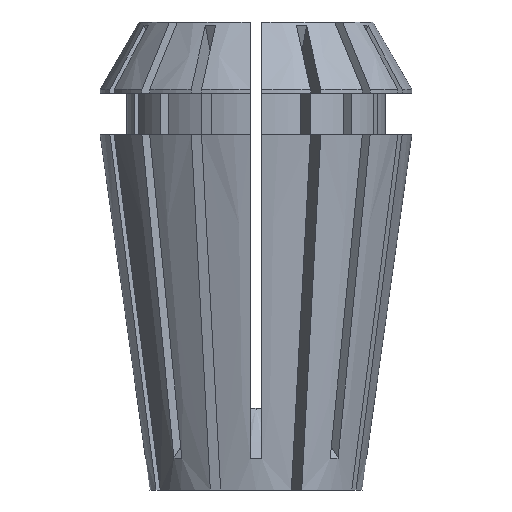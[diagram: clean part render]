
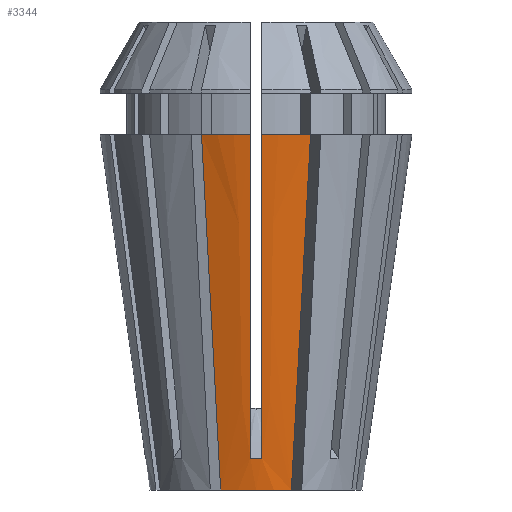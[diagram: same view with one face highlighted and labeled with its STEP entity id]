
A CAD part, left-side view. The second image highlights one B-rep face of the part: STEP entity #3344.
In plain terms, the highlighted conical face has half-angle 8 degrees and reference radius 7.141 mm.
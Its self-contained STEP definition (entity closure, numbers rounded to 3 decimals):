
#175 = CARTESIAN_POINT ( 'NONE',  ( 0., 0., 0. ) ) ;
#253 = CARTESIAN_POINT ( 'NONE',  ( -6.977, 2.484, 1.882 ) ) ;
#267 = EDGE_CURVE ( 'NONE', #922, #314, #1197, .T. ) ;
#301 = CARTESIAN_POINT ( 'NONE',  ( -8.257, 3.014, 11.73 ) ) ;
#314 = VERTEX_POINT ( 'NONE', #1514 ) ;
#349 = DIRECTION ( 'NONE',  ( -1., 0., 0. ) ) ;
#385 = CARTESIAN_POINT ( 'NONE',  ( -10.494, 0.375, 23.9 ) ) ;
#448 = DIRECTION ( 'NONE',  ( 0., 0., -1. ) ) ;
#450 = EDGE_CURVE ( 'NONE', #2566, #3856, #2044, .T. ) ;
#457 = CARTESIAN_POINT ( 'NONE',  ( -10.494, 0.375, 23.9 ) ) ;
#460 = ORIENTED_EDGE ( 'NONE', *, *, #267, .F. ) ;
#476 = ORIENTED_EDGE ( 'NONE', *, *, #3641, .F. ) ;
#505 = EDGE_LOOP ( 'NONE', ( #1069, #2717, #1008, #476, #4050, #3975, #460, #1007 ) ) ;
#522 = CARTESIAN_POINT ( 'NONE',  ( -8.797, 0.375, 11.839 ) ) ;
#575 = CARTESIAN_POINT ( 'NONE',  ( 0., 0., 0. ) ) ;
#612 = VERTEX_POINT ( 'NONE', #457 ) ;
#634 = CIRCLE ( 'NONE', #2929, 10.5 ) ;
#663 = DIRECTION ( 'NONE',  ( 1., 0., 0. ) ) ;
#756 = CARTESIAN_POINT ( 'NONE',  ( -10.494, -0.375, 23.9 ) ) ;
#818 = CARTESIAN_POINT ( 'NONE',  ( -8.797, -0.375, 11.839 ) ) ;
#838 = CARTESIAN_POINT ( 'NONE',  ( -7.52, -0.375, 2.76 ) ) ;
#922 = VERTEX_POINT ( 'NONE', #5218 ) ;
#963 = CONICAL_SURFACE ( 'NONE', #4522, 7.141, 0.14 ) ;
#973 = CARTESIAN_POINT ( 'NONE',  ( -7.563, 0.375, 3.063 ) ) ;
#1007 = ORIENTED_EDGE ( 'NONE', *, *, #1884, .F. ) ;
#1008 = ORIENTED_EDGE ( 'NONE', *, *, #2539, .F. ) ;
#1068 = CARTESIAN_POINT ( 'NONE',  ( -7.466, 2.687, 5.645 ) ) ;
#1069 = ORIENTED_EDGE ( 'NONE', *, *, #4154, .T. ) ;
#1098 = CARTESIAN_POINT ( 'NONE',  ( -7.434, 0.375, 2.152 ) ) ;
#1197 = B_SPLINE_CURVE_WITH_KNOTS ( 'NONE', 3,
 ( #3043, #3863, #3884, #4319 ),
 .UNSPECIFIED., .F., .F.,
 ( 4, 4 ),
 ( 0., 0.001 ),
 .UNSPECIFIED. ) ;
#1348 = VERTEX_POINT ( 'NONE', #2140 ) ;
#1365 = CARTESIAN_POINT ( 'NONE',  ( -9.048, -3.342, 17.815 ) ) ;
#1514 = CARTESIAN_POINT ( 'NONE',  ( -7.434, -0.375, 2.152 ) ) ;
#1545 = CARTESIAN_POINT ( 'NONE',  ( -10.494, -0.375, 23.9 ) ) ;
#1568 = EDGE_CURVE ( 'NONE', #4739, #1348, #2714, .T. ) ;
#1709 = CARTESIAN_POINT ( 'NONE',  ( -9.838, 3.669, 23.9 ) ) ;
#1760 = CARTESIAN_POINT ( 'NONE',  ( -6.977, -2.484, 1.882 ) ) ;
#1783 = CARTESIAN_POINT ( 'NONE',  ( -8.18, 0.375, 7.451 ) ) ;
#1884 = EDGE_CURVE ( 'NONE', #612, #922, #4015, .T. ) ;
#1890 = EDGE_CURVE ( 'NONE', #3856, #314, #5191, .T. ) ;
#1961 = CARTESIAN_POINT ( 'NONE',  ( -10.134, -0.375, 21.342 ) ) ;
#2008 = DIRECTION ( 'NONE',  ( 0., 0., -1. ) ) ;
#2044 = CIRCLE ( 'NONE', #2143, 10.5 ) ;
#2117 = CARTESIAN_POINT ( 'NONE',  ( 0., 0., 23.9 ) ) ;
#2122 = CARTESIAN_POINT ( 'NONE',  ( -7.477, -0.375, 2.456 ) ) ;
#2140 = CARTESIAN_POINT ( 'NONE',  ( -6.732, 2.383, 0. ) ) ;
#2143 = AXIS2_PLACEMENT_3D ( 'NONE', #5337, #2008, #349 ) ;
#2221 = CARTESIAN_POINT ( 'NONE',  ( -7.477, 0.375, 2.456 ) ) ;
#2484 = CARTESIAN_POINT ( 'NONE',  ( -9.415, -0.375, 16.227 ) ) ;
#2501 = CARTESIAN_POINT ( 'NONE',  ( -8.18, -0.375, 7.451 ) ) ;
#2539 = EDGE_CURVE ( 'NONE', #4810, #1348, #2728, .T. ) ;
#2566 = VERTEX_POINT ( 'NONE', #4703 ) ;
#2588 = CARTESIAN_POINT ( 'NONE',  ( -9.774, 0.375, 18.785 ) ) ;
#2592 = FACE_OUTER_BOUND ( 'NONE', #505, .T. ) ;
#2616 = B_SPLINE_CURVE_WITH_KNOTS ( 'NONE', 3,
 ( #4224, #1365, #3049, #3870, #3035, #1760, #2636 ),
 .UNSPECIFIED., .F., .F.,
 ( 4, 3, 4 ),
 ( 0., 0.018, 0.024 ),
 .UNSPECIFIED. ) ;
#2636 = CARTESIAN_POINT ( 'NONE',  ( -6.732, -2.383, 0. ) ) ;
#2666 = DIRECTION ( 'NONE',  ( -1., 0., 0. ) ) ;
#2714 = B_SPLINE_CURVE_WITH_KNOTS ( 'NONE', 3,
 ( #3605, #2783, #301, #1068, #5194, #253, #3977 ),
 .UNSPECIFIED., .F., .F.,
 ( 4, 3, 4 ),
 ( 0., 0.018, 0.024 ),
 .UNSPECIFIED. ) ;
#2717 = ORIENTED_EDGE ( 'NONE', *, *, #1568, .T. ) ;
#2728 = CIRCLE ( 'NONE', #2810, 7.141 ) ;
#2783 = CARTESIAN_POINT ( 'NONE',  ( -9.048, 3.342, 17.815 ) ) ;
#2810 = AXIS2_PLACEMENT_3D ( 'NONE', #575, #3458, #2666 ) ;
#2929 = AXIS2_PLACEMENT_3D ( 'NONE', #2117, #448, #3750 ) ;
#2974 = CARTESIAN_POINT ( 'NONE',  ( -9.415, 0.375, 16.227 ) ) ;
#3035 = CARTESIAN_POINT ( 'NONE',  ( -7.221, -2.585, 3.763 ) ) ;
#3043 = CARTESIAN_POINT ( 'NONE',  ( -7.434, 0.375, 2.152 ) ) ;
#3049 = CARTESIAN_POINT ( 'NONE',  ( -8.257, -3.014, 11.73 ) ) ;
#3344 = ADVANCED_FACE ( 'NONE', ( #2592 ), #963, .T. ) ;
#3458 = DIRECTION ( 'NONE',  ( 0., 0., -1. ) ) ;
#3482 = CARTESIAN_POINT ( 'NONE',  ( -6.732, -2.383, 0. ) ) ;
#3605 = CARTESIAN_POINT ( 'NONE',  ( -9.838, 3.669, 23.9 ) ) ;
#3641 = EDGE_CURVE ( 'NONE', #2566, #4810, #2616, .T. ) ;
#3738 = CARTESIAN_POINT ( 'NONE',  ( -7.434, -0.375, 2.152 ) ) ;
#3750 = DIRECTION ( 'NONE',  ( -1., 0., 0. ) ) ;
#3854 = CARTESIAN_POINT ( 'NONE',  ( -7.52, 0.375, 2.76 ) ) ;
#3856 = VERTEX_POINT ( 'NONE', #756 ) ;
#3863 = CARTESIAN_POINT ( 'NONE',  ( -7.445, 0.125, 2.141 ) ) ;
#3870 = CARTESIAN_POINT ( 'NONE',  ( -7.466, -2.687, 5.645 ) ) ;
#3884 = CARTESIAN_POINT ( 'NONE',  ( -7.445, -0.125, 2.141 ) ) ;
#3975 = ORIENTED_EDGE ( 'NONE', *, *, #1890, .T. ) ;
#3977 = CARTESIAN_POINT ( 'NONE',  ( -6.732, 2.383, 0. ) ) ;
#4015 = B_SPLINE_CURVE_WITH_KNOTS ( 'NONE', 3,
 ( #385, #4171, #2588, #2974, #522, #1783, #973, #3854, #2221, #1098 ),
 .UNSPECIFIED., .F., .F.,
 ( 4, 3, 3, 4 ),
 ( 0.044, 0.052, 0.065, 0.066 ),
 .UNSPECIFIED. ) ;
#4050 = ORIENTED_EDGE ( 'NONE', *, *, #450, .T. ) ;
#4154 = EDGE_CURVE ( 'NONE', #612, #4739, #634, .T. ) ;
#4171 = CARTESIAN_POINT ( 'NONE',  ( -10.134, 0.375, 21.342 ) ) ;
#4224 = CARTESIAN_POINT ( 'NONE',  ( -9.838, -3.669, 23.9 ) ) ;
#4319 = CARTESIAN_POINT ( 'NONE',  ( -7.434, -0.375, 2.152 ) ) ;
#4509 = CARTESIAN_POINT ( 'NONE',  ( -7.563, -0.375, 3.063 ) ) ;
#4522 = AXIS2_PLACEMENT_3D ( 'NONE', #175, #4741, #663 ) ;
#4703 = CARTESIAN_POINT ( 'NONE',  ( -9.838, -3.669, 23.9 ) ) ;
#4739 = VERTEX_POINT ( 'NONE', #1709 ) ;
#4741 = DIRECTION ( 'NONE',  ( 0., 0., 1. ) ) ;
#4810 = VERTEX_POINT ( 'NONE', #3482 ) ;
#4957 = CARTESIAN_POINT ( 'NONE',  ( -9.774, -0.375, 18.785 ) ) ;
#5191 = B_SPLINE_CURVE_WITH_KNOTS ( 'NONE', 3,
 ( #1545, #1961, #4957, #2484, #818, #2501, #4509, #838, #2122, #3738 ),
 .UNSPECIFIED., .F., .F.,
 ( 4, 3, 3, 4 ),
 ( 0.044, 0.052, 0.065, 0.066 ),
 .UNSPECIFIED. ) ;
#5194 = CARTESIAN_POINT ( 'NONE',  ( -7.221, 2.585, 3.763 ) ) ;
#5218 = CARTESIAN_POINT ( 'NONE',  ( -7.434, 0.375, 2.152 ) ) ;
#5337 = CARTESIAN_POINT ( 'NONE',  ( 0., 0., 23.9 ) ) ;
